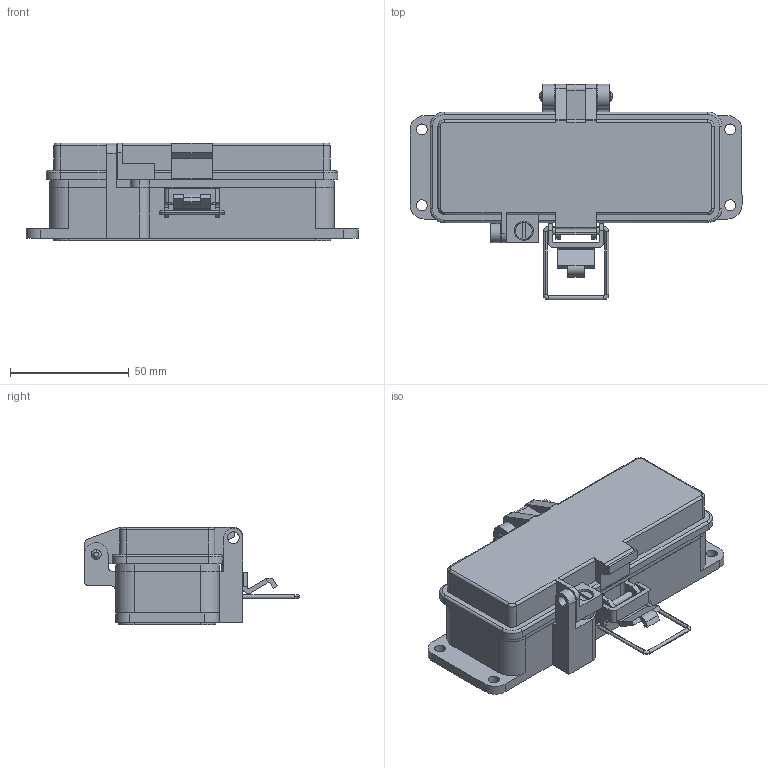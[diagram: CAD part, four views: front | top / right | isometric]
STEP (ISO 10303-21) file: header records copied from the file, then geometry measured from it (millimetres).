
FILE_DESCRIPTION (( 'STEP AP214' ), '1' );
FILE_NAME ('H-X-H3_3D.STEP', '2017-12-15T14:45:42', ( '' ), ( '' ), 'SwSTEP 2.0', 'SolidWorks 2017', '' );
FILE_SCHEMA (( 'AUTOMOTIVE_DESIGN' ));
Length unit declared in the file: inch
Products named in the file (1): H-X-H3_3D
Bounding box: 140 x 90.81 x 41.2 mm (x, y, z)
Volume: 74737.7 mm3; surface area: 55074.1 mm2
Topology: 8 solids, 8 shells, 496 faces, 1353 edges, 895 vertices
Faces by surface type: plane 251, cylinder 221, bspline 16, cone 8
Entity records: 24131 total; most frequent: CARTESIAN_POINT 4854, ORIENTED_EDGE 2706, DIRECTION 2569, EDGE_CURVE 1353, VERTEX_POINT 895, AXIS2_PLACEMENT_3D 858, LINE 853, VECTOR 853
